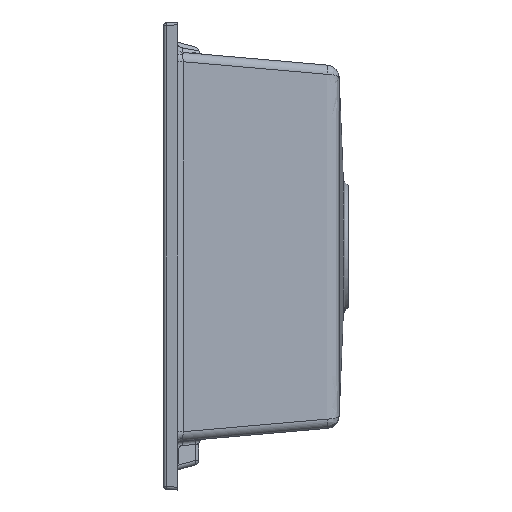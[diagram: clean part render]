
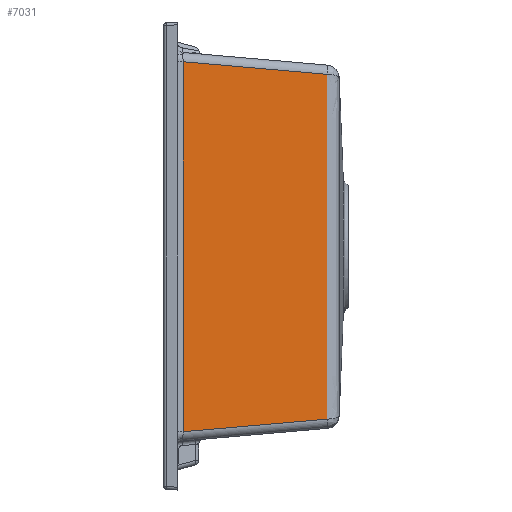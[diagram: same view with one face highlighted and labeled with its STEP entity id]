
A CAD part, left-side view. The second image highlights one B-rep face of the part: STEP entity #7031.
In plain terms, the highlighted planar face has unit normal (-0.996, -0.087, 0).
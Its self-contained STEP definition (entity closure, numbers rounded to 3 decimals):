
#93 = EDGE_CURVE ( 'NONE', #20536, #1313, #8916, .T. ) ;
#487 = VECTOR ( 'NONE', #5593, 1000. ) ;
#1027 = CARTESIAN_POINT ( 'NONE',  ( -233.266, 23.755, 176.523 ) ) ;
#1313 = VERTEX_POINT ( 'NONE', #1027 ) ;
#1539 = FACE_OUTER_BOUND ( 'NONE', #4351, .T. ) ;
#1682 = CARTESIAN_POINT ( 'NONE',  ( -233.266, 23.755, -194.79 ) ) ;
#1982 = CARTESIAN_POINT ( 'NONE',  ( -233.24, 23.451, -71.019 ) ) ;
#2316 = CARTESIAN_POINT ( 'NONE',  ( -248.61, 199.128, -210.133 ) ) ;
#2335 = CARTESIAN_POINT ( 'NONE',  ( -245.579, 164.488, 188.836 ) ) ;
#2485 = VECTOR ( 'NONE', #13015, 1000. ) ;
#2858 = VERTEX_POINT ( 'NONE', #5151 ) ;
#3009 = VECTOR ( 'NONE', #19133, 1000. ) ;
#3307 = VECTOR ( 'NONE', #10880, 1000. ) ;
#3451 = VERTEX_POINT ( 'NONE', #1682 ) ;
#3690 = CARTESIAN_POINT ( 'NONE',  ( -233.266, 23.755, -194.79 ) ) ;
#3783 = CARTESIAN_POINT ( 'NONE',  ( -248.61, 199.128, -210.133 ) ) ;
#4351 = EDGE_LOOP ( 'NONE', ( #16643, #13178, #11139, #17979, #11651, #18208 ) ) ;
#4492 = AXIS2_PLACEMENT_3D ( 'NONE', #2316, #12055, #13897 ) ;
#5151 = CARTESIAN_POINT ( 'NONE',  ( -233.266, 23.755, 176.523 ) ) ;
#5326 = CARTESIAN_POINT ( 'NONE',  ( -233.252, 23.585, -132.905 ) ) ;
#5593 = DIRECTION ( 'NONE',  ( -0.087, 0.992, 0.087 ) ) ;
#5721 = EDGE_CURVE ( 'NONE', #10055, #20587, #9908, .T. ) ;
#5919 = CARTESIAN_POINT ( 'NONE',  ( -246.837, 178.872, -208.361 ) ) ;
#6089 = EDGE_CURVE ( 'NONE', #3451, #20536, #18501, .T. ) ;
#7031 = ADVANCED_FACE ( 'NONE', ( #1539 ), #7185, .T. ) ;
#7185 = PLANE ( 'NONE',  #4492 ) ;
#8281 = LINE ( 'NONE', #3783, #2485 ) ;
#8475 = CARTESIAN_POINT ( 'NONE',  ( -233.24, 23.451, 52.752 ) ) ;
#8916 = B_SPLINE_CURVE_WITH_KNOTS ( 'NONE', 3,
 ( #3690, #5326, #1982, #8475, #19595, #17116 ),
 .UNSPECIFIED., .F., .F.,
 ( 4, 2, 4 ),
 ( 0., 0.186, 0.371 ),
 .UNSPECIFIED. ) ;
#9447 = CARTESIAN_POINT ( 'NONE',  ( -245.579, 164.488, 188.836 ) ) ;
#9908 = LINE ( 'NONE', #13329, #16756 ) ;
#10055 = VERTEX_POINT ( 'NONE', #13079 ) ;
#10880 = DIRECTION ( 'NONE',  ( 0.087, -0.992, 0.087 ) ) ;
#11058 = EDGE_CURVE ( 'NONE', #1313, #2858, #18207, .T. ) ;
#11139 = ORIENTED_EDGE ( 'NONE', *, *, #11058, .T. ) ;
#11651 = ORIENTED_EDGE ( 'NONE', *, *, #5721, .T. ) ;
#12055 = DIRECTION ( 'NONE',  ( -0.996, -0.087, 0. ) ) ;
#13015 = DIRECTION ( 'NONE',  ( 0.087, -0.992, 0.087 ) ) ;
#13079 = CARTESIAN_POINT ( 'NONE',  ( -246.837, 178.872, 190.094 ) ) ;
#13178 = ORIENTED_EDGE ( 'NONE', *, *, #93, .T. ) ;
#13329 = CARTESIAN_POINT ( 'NONE',  ( -246.837, 178.872, -219.122 ) ) ;
#13400 = DIRECTION ( 'NONE',  ( 0., 0., -1. ) ) ;
#13777 = EDGE_CURVE ( 'NONE', #2858, #10055, #14378, .T. ) ;
#13897 = DIRECTION ( 'NONE',  ( 0.087, -0.996, 0. ) ) ;
#14378 = LINE ( 'NONE', #9447, #3009 ) ;
#15541 = CARTESIAN_POINT ( 'NONE',  ( -248.61, 199.128, -210.133 ) ) ;
#16643 = ORIENTED_EDGE ( 'NONE', *, *, #6089, .T. ) ;
#16756 = VECTOR ( 'NONE', #13400, 1000. ) ;
#17097 = CARTESIAN_POINT ( 'NONE',  ( -233.266, 23.755, -194.79 ) ) ;
#17116 = CARTESIAN_POINT ( 'NONE',  ( -233.266, 23.755, 176.523 ) ) ;
#17979 = ORIENTED_EDGE ( 'NONE', *, *, #13777, .T. ) ;
#18207 = LINE ( 'NONE', #2335, #487 ) ;
#18208 = ORIENTED_EDGE ( 'NONE', *, *, #19020, .T. ) ;
#18501 = LINE ( 'NONE', #15541, #3307 ) ;
#19020 = EDGE_CURVE ( 'NONE', #20587, #3451, #8281, .T. ) ;
#19133 = DIRECTION ( 'NONE',  ( -0.087, 0.992, 0.087 ) ) ;
#19595 = CARTESIAN_POINT ( 'NONE',  ( -233.252, 23.585, 114.638 ) ) ;
#20536 = VERTEX_POINT ( 'NONE', #17097 ) ;
#20587 = VERTEX_POINT ( 'NONE', #5919 ) ;
